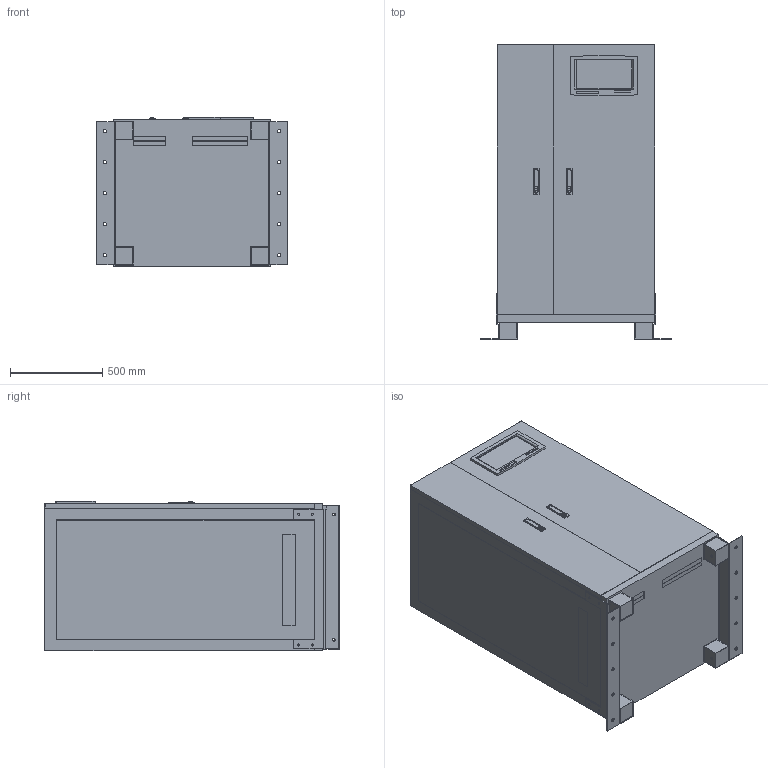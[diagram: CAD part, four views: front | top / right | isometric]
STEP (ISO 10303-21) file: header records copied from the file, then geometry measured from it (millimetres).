
FILE_DESCRIPTION (( 'STEP AP214' ), '1' );
FILE_NAME ('AEL550-SV.STEP', '2025-09-12T18:47:42', ( '' ), ( '' ), 'SwSTEP 2.0', 'SolidWorks 2016', '' );
FILE_SCHEMA (( 'AUTOMOTIVE_DESIGN' ));
Length unit declared in the file: inch
Products named in the file (8): ADisplaly; 5011-339-02; A550 A01; ABase550; A550 Item 1; AEL550-SV; ALock; 5011-339-01
Assembly tree (8 placements, depth 3):
  AEL550-SV
    A550 A01
      ABase550
      A550 Item 1
      ADisplaly
      ALock  x2
    5011-339-01
    5011-339-02
Bounding box: 1035 x 1603 x 812.7 mm (x, y, z)
Volume: 1033590721.2 mm3; surface area: 9627332.6 mm2
Topology: 7 solids, 7 shells, 459 faces, 1147 edges, 752 vertices
Faces by surface type: plane 336, cylinder 123
Entity records: 12792 total; most frequent: CARTESIAN_POINT 2153, DIRECTION 2116, ORIENTED_EDGE 2084, EDGE_CURVE 1042, VECTOR 826, LINE 826, VERTEX_POINT 682, AXIS2_PLACEMENT_3D 645
